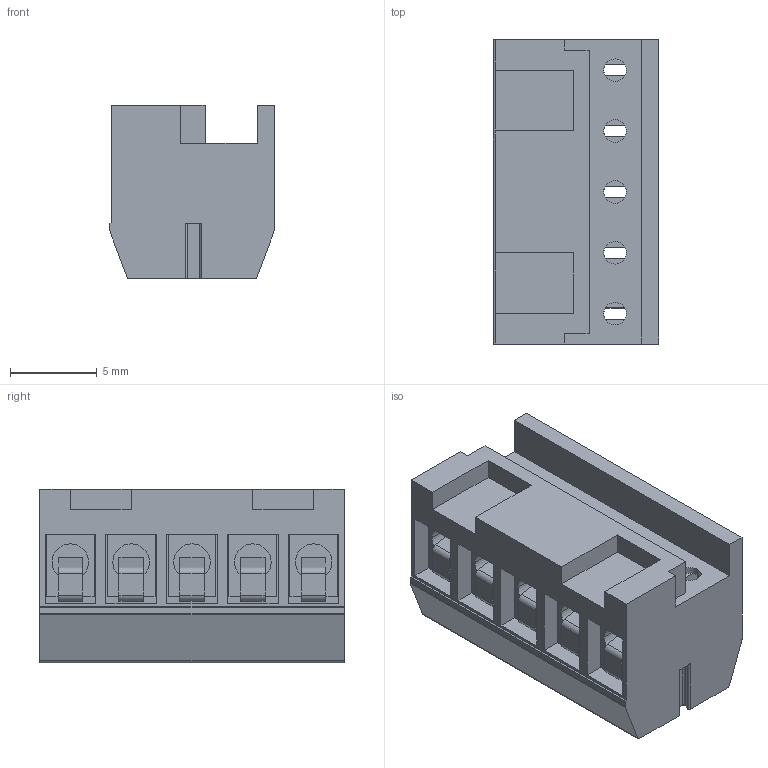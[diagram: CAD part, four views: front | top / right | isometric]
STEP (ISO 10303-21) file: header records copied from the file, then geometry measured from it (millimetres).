
FILE_DESCRIPTION((''),'2;1');
FILE_NAME('0','2024-11-15T14:24:26',('sheji'),(''),'CREO PARAMETRIC BY PTC INC, 2018100','CREO PARAMETRIC BY PTC INC, 2018100','');
FILE_SCHEMA(('CONFIG_CONTROL_DESIGN'));
Length unit declared in the file: millimetre
Products named in the file (1): 0
Bounding box: 9.5 x 17.5 x 10 mm (x, y, z)
Volume: 1199.1 mm3; surface area: 1483.7 mm2
Topology: 1 solids, 1 shells, 331 faces, 852 edges, 533 vertices
Faces by surface type: plane 199, cylinder 82, cone 20, bspline 15, extrusion 15
Entity records: 10666 total; most frequent: CARTESIAN_POINT 2569, ORIENTED_EDGE 1704, DIRECTION 1608, EDGE_CURVE 852, VECTOR 598, LINE 583, VERTEX_POINT 533, AXIS2_PLACEMENT_3D 505
